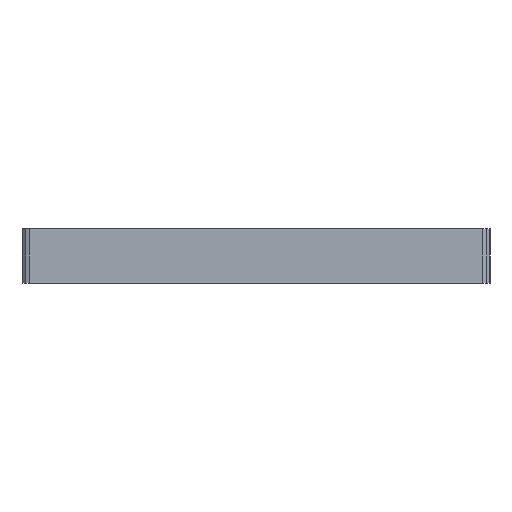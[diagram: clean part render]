
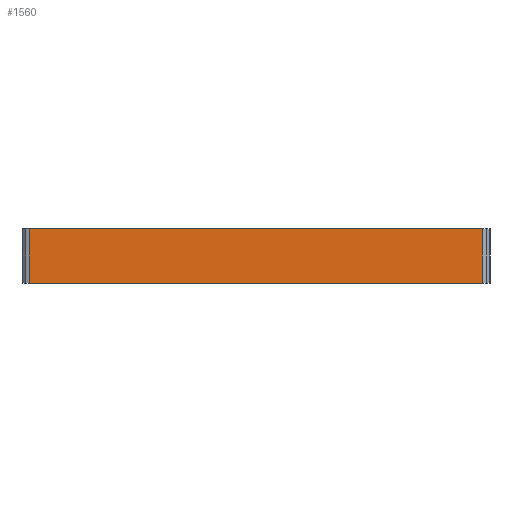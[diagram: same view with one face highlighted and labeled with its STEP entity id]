
A CAD part, left-side view. The second image highlights one B-rep face of the part: STEP entity #1560.
In plain terms, the highlighted planar face has unit normal (-1, 0, 0).
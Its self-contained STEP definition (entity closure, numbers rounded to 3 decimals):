
#1560=ADVANCED_FACE('',(#3055),#3057,.T.);
#3055=FACE_BOUND('',#3056,.T.);
#3056=EDGE_LOOP('',(#3956,#3957,#3958,#3959));
#3057=PLANE('',#3058);
#3058=AXIS2_PLACEMENT_3D('',#3059,#3060,#3061);
#3059=CARTESIAN_POINT('',(-109.5,0.,0.));
#3060=DIRECTION('',(-1.,0.,0.));
#3061=DIRECTION('',(0.,-1.,0.));
#3956=ORIENTED_EDGE('',*,*,#4436,.F.);
#3957=ORIENTED_EDGE('',*,*,#4462,.T.);
#3958=ORIENTED_EDGE('',*,*,#4404,.F.);
#3959=ORIENTED_EDGE('',*,*,#4463,.T.);
#4404=EDGE_CURVE('',#5056,#5058,#5059,.T.);
#4436=EDGE_CURVE('',#5118,#5119,#5120,.T.);
#4462=EDGE_CURVE('',#5116,#5058,#5173,.T.);
#4463=EDGE_CURVE('',#5056,#5119,#5174,.T.);
#5056=VERTEX_POINT('',#6397);
#5058=VERTEX_POINT('',#6401);
#5059=LINE('',#6402,#6403);
#5116=VERTEX_POINT('',#6521);
#5118=VERTEX_POINT('',#6525);
#5119=VERTEX_POINT('',#6526);
#5120=LINE('',#6527,#6528);
#5173=LINE('',#6632,#6633);
#5174=LINE('',#6635,#6636);
#6397=CARTESIAN_POINT('',(-109.5,0.,7.5));
#6401=CARTESIAN_POINT('',(-109.5,-62.,7.5));
#6402=CARTESIAN_POINT('',(-109.5,0.,7.5));
#6403=VECTOR('',#6404,1.);
#6404=DIRECTION('',(0.,-1.,0.));
#6521=CARTESIAN_POINT('',(-109.5,-62.,0.));
#6525=CARTESIAN_POINT('',(-109.5,-62.,0.));
#6526=CARTESIAN_POINT('',(-109.5,0.,0.));
#6527=CARTESIAN_POINT('',(-109.5,-62.,0.));
#6528=VECTOR('',#6529,1.);
#6529=DIRECTION('',(0.,1.,0.));
#6632=CARTESIAN_POINT('',(-109.5,-62.,0.));
#6633=VECTOR('',#6634,1.);
#6634=DIRECTION('',(0.,0.,1.));
#6635=CARTESIAN_POINT('',(-109.5,0.,7.5));
#6636=VECTOR('',#6637,1.);
#6637=DIRECTION('',(0.,0.,-1.));
